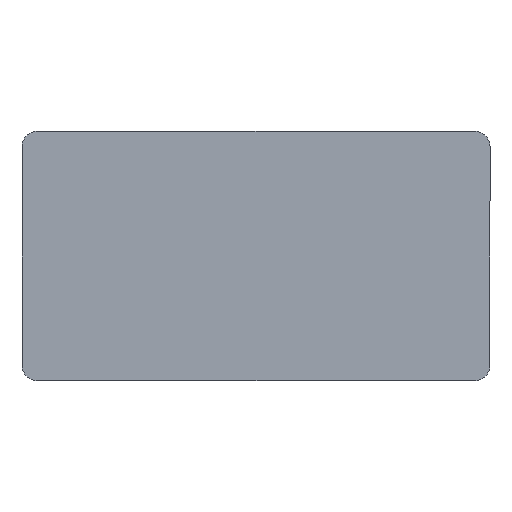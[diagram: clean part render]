
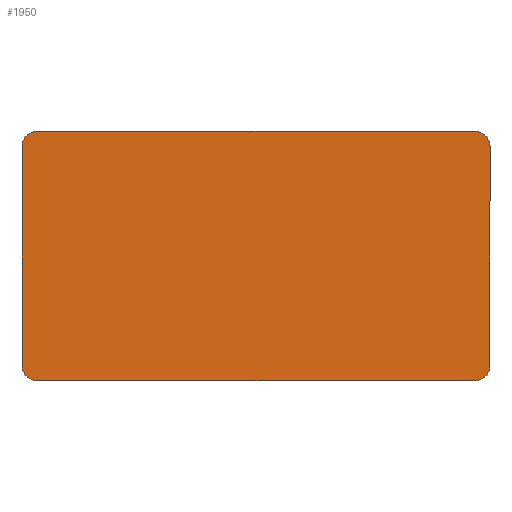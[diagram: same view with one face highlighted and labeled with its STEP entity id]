
A CAD part, front view. The second image highlights one B-rep face of the part: STEP entity #1950.
In plain terms, the highlighted planar face has unit normal (0, -1, 0).
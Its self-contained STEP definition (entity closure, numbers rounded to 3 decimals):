
#42 = DIRECTION ( 'NONE',  ( 0., 0., 1. ) ) ;
#288 = VERTEX_POINT ( 'NONE', #1799 ) ;
#634 = CARTESIAN_POINT ( 'NONE',  ( -70., 0., 40. ) ) ;
#684 = DIRECTION ( 'NONE',  ( 0., 0., -1. ) ) ;
#765 = EDGE_CURVE ( 'NONE', #2751, #4629, #7378, .T. ) ;
#1171 = EDGE_CURVE ( 'NONE', #4726, #2081, #1684, .T. ) ;
#1182 = CARTESIAN_POINT ( 'NONE',  ( 75., 0., 35. ) ) ;
#1628 = DIRECTION ( 'NONE',  ( 0., 1., 0. ) ) ;
#1684 = CIRCLE ( 'NONE', #11154, 5. ) ;
#1766 = DIRECTION ( 'NONE',  ( 0., 0., -1. ) ) ;
#1799 = CARTESIAN_POINT ( 'NONE',  ( -75., 0., 35. ) ) ;
#1910 = CARTESIAN_POINT ( 'NONE',  ( 70., 0., -35. ) ) ;
#1950 = ADVANCED_FACE ( 'NONE', ( #10362 ), #7459, .T. ) ;
#2081 = VERTEX_POINT ( 'NONE', #1182 ) ;
#2263 = CARTESIAN_POINT ( 'NONE',  ( -75., 0., -35. ) ) ;
#2336 = DIRECTION ( 'NONE',  ( 0., 0., -1. ) ) ;
#2454 = CARTESIAN_POINT ( 'NONE',  ( -75., 0., -35. ) ) ;
#2751 = VERTEX_POINT ( 'NONE', #3351 ) ;
#3351 = CARTESIAN_POINT ( 'NONE',  ( 75., 0., -35. ) ) ;
#3456 = EDGE_CURVE ( 'NONE', #12975, #7873, #6711, .T. ) ;
#3669 = DIRECTION ( 'NONE',  ( 1., 0., 0. ) ) ;
#3935 = CARTESIAN_POINT ( 'NONE',  ( -70., 0., -40. ) ) ;
#3937 = DIRECTION ( 'NONE',  ( 0., 1., 0. ) ) ;
#4197 = CARTESIAN_POINT ( 'NONE',  ( 70., 0., -40. ) ) ;
#4317 = VECTOR ( 'NONE', #12161, 1000. ) ;
#4531 = DIRECTION ( 'NONE',  ( 0., 0., 1. ) ) ;
#4629 = VERTEX_POINT ( 'NONE', #4197 ) ;
#4726 = VERTEX_POINT ( 'NONE', #5038 ) ;
#5038 = CARTESIAN_POINT ( 'NONE',  ( 70., 0., 40. ) ) ;
#5238 = EDGE_CURVE ( 'NONE', #2081, #2751, #6958, .T. ) ;
#5885 = LINE ( 'NONE', #3935, #4317 ) ;
#6242 = CARTESIAN_POINT ( 'NONE',  ( -70., 0., 35. ) ) ;
#6472 = ORIENTED_EDGE ( 'NONE', *, *, #7001, .F. ) ;
#6711 = CIRCLE ( 'NONE', #8003, 5. ) ;
#6958 = LINE ( 'NONE', #10185, #13183 ) ;
#7001 = EDGE_CURVE ( 'NONE', #288, #13207, #10152, .T. ) ;
#7120 = CARTESIAN_POINT ( 'NONE',  ( -70., 0., 35. ) ) ;
#7248 = DIRECTION ( 'NONE',  ( 0., 0., -1. ) ) ;
#7378 = CIRCLE ( 'NONE', #11037, 5. ) ;
#7392 = DIRECTION ( 'NONE',  ( 0., 1., 0. ) ) ;
#7459 = PLANE ( 'NONE',  #12681 ) ;
#7675 = ORIENTED_EDGE ( 'NONE', *, *, #3456, .F. ) ;
#7873 = VERTEX_POINT ( 'NONE', #2454 ) ;
#7925 = ORIENTED_EDGE ( 'NONE', *, *, #11494, .F. ) ;
#8003 = AXIS2_PLACEMENT_3D ( 'NONE', #11608, #10665, #4531 ) ;
#8048 = DIRECTION ( 'NONE',  ( 0., 0., 1. ) ) ;
#8428 = AXIS2_PLACEMENT_3D ( 'NONE', #7120, #7392, #7248 ) ;
#8470 = ORIENTED_EDGE ( 'NONE', *, *, #5238, .F. ) ;
#9264 = ORIENTED_EDGE ( 'NONE', *, *, #11720, .F. ) ;
#10152 = CIRCLE ( 'NONE', #8428, 5. ) ;
#10185 = CARTESIAN_POINT ( 'NONE',  ( 75., 0., -35. ) ) ;
#10254 = CARTESIAN_POINT ( 'NONE',  ( -70., 0., -40. ) ) ;
#10280 = LINE ( 'NONE', #2263, #10773 ) ;
#10362 = FACE_OUTER_BOUND ( 'NONE', #11868, .T. ) ;
#10572 = CARTESIAN_POINT ( 'NONE',  ( -70., 0., 40. ) ) ;
#10665 = DIRECTION ( 'NONE',  ( 0., 1., 0. ) ) ;
#10773 = VECTOR ( 'NONE', #42, 1000. ) ;
#10796 = CARTESIAN_POINT ( 'NONE',  ( 70., 0., 35. ) ) ;
#11037 = AXIS2_PLACEMENT_3D ( 'NONE', #1910, #3937, #8048 ) ;
#11154 = AXIS2_PLACEMENT_3D ( 'NONE', #10796, #1628, #1766 ) ;
#11257 = ORIENTED_EDGE ( 'NONE', *, *, #11752, .F. ) ;
#11494 = EDGE_CURVE ( 'NONE', #7873, #288, #10280, .T. ) ;
#11571 = DIRECTION ( 'NONE',  ( 0., -1., 0. ) ) ;
#11608 = CARTESIAN_POINT ( 'NONE',  ( -70., 0., -35. ) ) ;
#11720 = EDGE_CURVE ( 'NONE', #4629, #12975, #5885, .T. ) ;
#11752 = EDGE_CURVE ( 'NONE', #13207, #4726, #12018, .T. ) ;
#11868 = EDGE_LOOP ( 'NONE', ( #6472, #7925, #7675, #9264, #12539, #8470, #12273, #11257 ) ) ;
#12018 = LINE ( 'NONE', #634, #13145 ) ;
#12161 = DIRECTION ( 'NONE',  ( -1., 0., 0. ) ) ;
#12273 = ORIENTED_EDGE ( 'NONE', *, *, #1171, .F. ) ;
#12539 = ORIENTED_EDGE ( 'NONE', *, *, #765, .F. ) ;
#12681 = AXIS2_PLACEMENT_3D ( 'NONE', #6242, #11571, #2336 ) ;
#12975 = VERTEX_POINT ( 'NONE', #10254 ) ;
#13145 = VECTOR ( 'NONE', #3669, 1000. ) ;
#13183 = VECTOR ( 'NONE', #684, 1000. ) ;
#13207 = VERTEX_POINT ( 'NONE', #10572 ) ;
